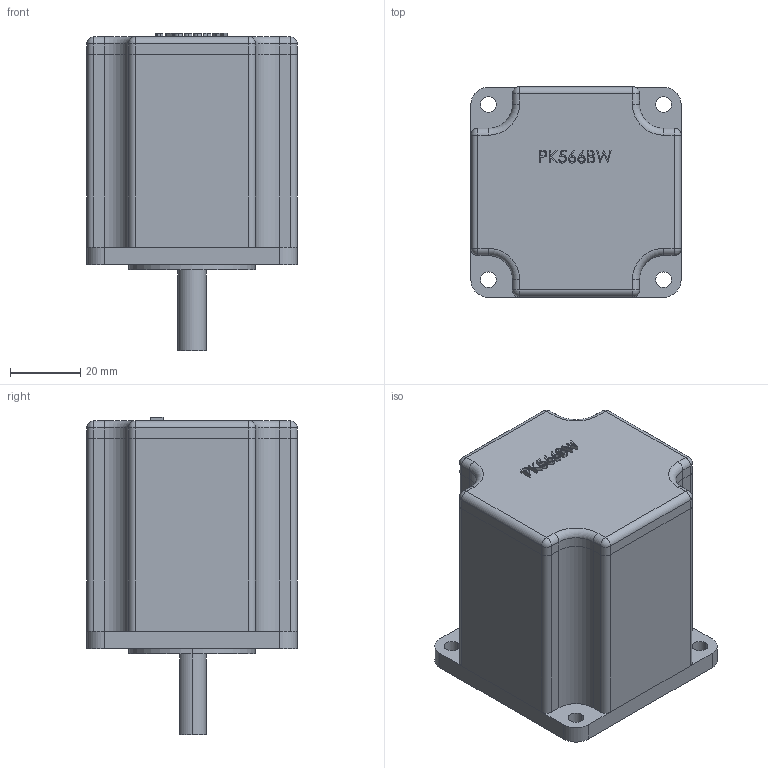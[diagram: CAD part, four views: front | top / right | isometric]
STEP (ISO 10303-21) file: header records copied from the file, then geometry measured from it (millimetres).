
FILE_DESCRIPTION (( 'STEP AP214' ), '1' );
FILE_NAME ('MotorPK566AW_2013.STEP', '2013-11-18T21:03:39', ( '' ), ( '' ), 'SwSTEP 2.0', 'SolidWorks 2014', '' );
FILE_SCHEMA (( 'AUTOMOTIVE_DESIGN' ));
Length unit declared in the file: millimetre
Products named in the file (1): MotorPK566AW_2013
Bounding box: 60 x 60 x 90.5 mm (x, y, z)
Volume: 204264.5 mm3; surface area: 22425 mm2
Topology: 1 solids, 1 shells, 208 faces, 520 edges, 320 vertices
Faces by surface type: plane 102, cylinder 53, bspline 41, sphere 8, torus 4
Entity records: 10601 total; most frequent: CARTESIAN_POINT 3602, ORIENTED_EDGE 1024, DIRECTION 864, EDGE_CURVE 512, LINE 332, VECTOR 332, VERTEX_POINT 320, AXIS2_PLACEMENT_3D 266
